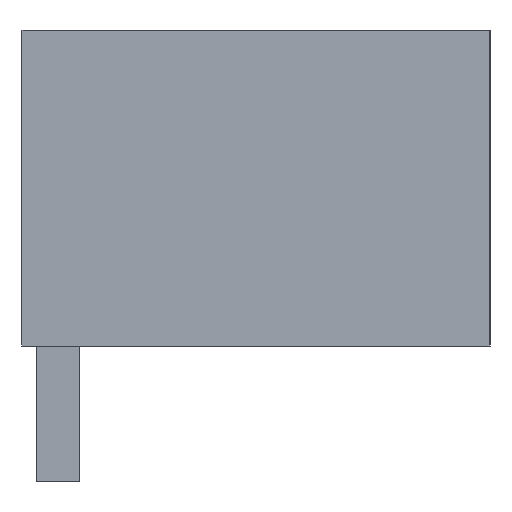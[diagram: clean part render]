
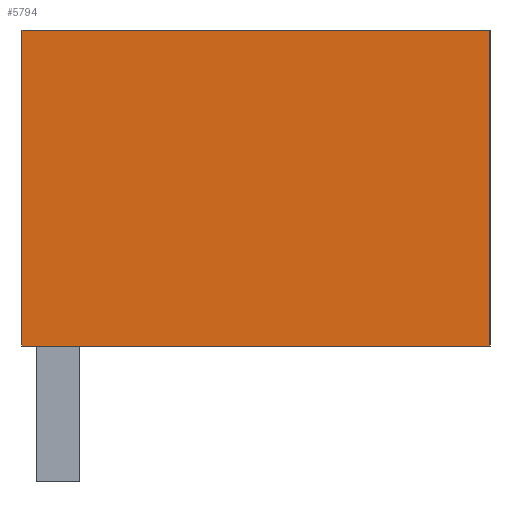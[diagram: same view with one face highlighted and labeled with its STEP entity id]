
A CAD part, left-side view. The second image highlights one B-rep face of the part: STEP entity #5794.
In plain terms, the highlighted planar face has unit normal (-1, 0, 0).
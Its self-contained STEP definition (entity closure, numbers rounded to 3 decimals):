
#5781=AXIS2_PLACEMENT_3D('Plane Axis2P3D',#5778,#5779,#5780) ;
#1886=CARTESIAN_POINT('Vertex',(0.,11.05,3.2)) ;
#1889=CARTESIAN_POINT('Line Origine',(0.,11.05,6.925)) ;
#1893=CARTESIAN_POINT('Vertex',(0.,11.05,10.65)) ;
#2327=CARTESIAN_POINT('Line Origine',(0.,5.525,3.2)) ;
#2331=CARTESIAN_POINT('Vertex',(0.,0.,3.2)) ;
#4685=CARTESIAN_POINT('Line Origine',(0.,5.525,10.65)) ;
#4689=CARTESIAN_POINT('Vertex',(0.,0.,10.65)) ;
#5778=CARTESIAN_POINT('Axis2P3D Location',(0.,11.05,0.)) ;
#5783=CARTESIAN_POINT('Line Origine',(0.,0.,6.925)) ;
#1890=DIRECTION('Vector Direction',(0.,0.,-1.)) ;
#2328=DIRECTION('Vector Direction',(0.,1.,0.)) ;
#4686=DIRECTION('Vector Direction',(0.,-1.,0.)) ;
#5779=DIRECTION('Axis2P3D Direction',(-1.,0.,0.)) ;
#5780=DIRECTION('Axis2P3D XDirection',(0.,-1.,0.)) ;
#5784=DIRECTION('Vector Direction',(0.,0.,1.)) ;
#1891=VECTOR('Line Direction',#1890,1.) ;
#2329=VECTOR('Line Direction',#2328,1.) ;
#4687=VECTOR('Line Direction',#4686,1.) ;
#5785=VECTOR('Line Direction',#5784,1.) ;
#5789=ORIENTED_EDGE('',*,*,#1895,.T.) ;
#5790=ORIENTED_EDGE('',*,*,#2333,.T.) ;
#5791=ORIENTED_EDGE('',*,*,#5787,.T.) ;
#5792=ORIENTED_EDGE('',*,*,#4691,.T.) ;
#5794=ADVANCED_FACE('HOUSING',(#5793),#5782,.T.) ;
#1895=EDGE_CURVE('',#1894,#1887,#1892,.T.) ;
#2333=EDGE_CURVE('',#1887,#2332,#2330,.F.) ;
#4691=EDGE_CURVE('',#4690,#1894,#4688,.F.) ;
#5787=EDGE_CURVE('',#2332,#4690,#5786,.T.) ;
#5788=EDGE_LOOP('',(#5789,#5790,#5791,#5792)) ;
#5793=FACE_OUTER_BOUND('',#5788,.T.) ;
#1892=LINE('Line',#1889,#1891) ;
#2330=LINE('Line',#2327,#2329) ;
#4688=LINE('Line',#4685,#4687) ;
#5786=LINE('Line',#5783,#5785) ;
#5782=PLANE('',#5781) ;
#1887=VERTEX_POINT('',#1886) ;
#1894=VERTEX_POINT('',#1893) ;
#2332=VERTEX_POINT('',#2331) ;
#4690=VERTEX_POINT('',#4689) ;
